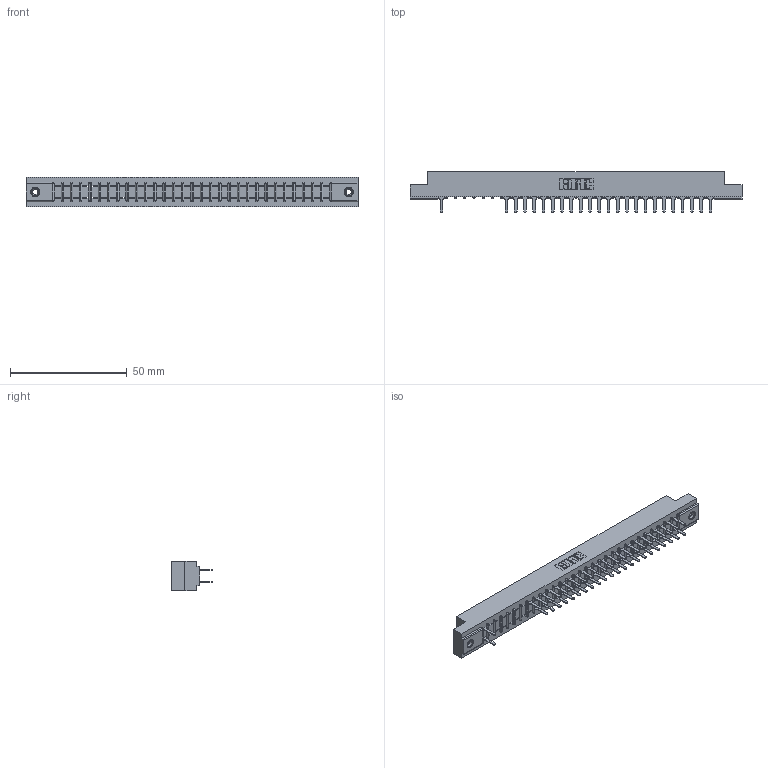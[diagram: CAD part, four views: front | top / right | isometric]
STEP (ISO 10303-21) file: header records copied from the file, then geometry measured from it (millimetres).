
FILE_DESCRIPTION (( 'STEP AP203' ), '1' );
FILE_NAME ('307-060-520-208.STEP', '2018-08-06T08:13:14', ( '' ), ( '' ), 'SwSTEP 2.0', 'SolidWorks 2016', '' );
FILE_SCHEMA (( 'CONFIG_CONTROL_DESIGN' ));
Length unit declared in the file: inch
Products named in the file (4): 307 Part_.156 Dia Mounting Holes; 307-290-001_520; 345-250-001_345-250-003-102; 307-060-520-208
Assembly tree (50 placements, depth 2):
  307-060-520-208
    307 Part_.156 Dia Mounting Holes
    307-290-001_520  x47
    345-250-001_345-250-003-102  x2
Bounding box: 141.88 x 17.42 x 12.7 mm (x, y, z)
Volume: 14862.3 mm3; surface area: 16933.5 mm2
Topology: 50 solids, 50 shells, 2501 faces, 6985 edges, 4502 vertices
Faces by surface type: plane 1637, cylinder 786, sphere 62, cone 12, torus 4
Entity records: 28895 total; most frequent: CARTESIAN_POINT 4768, ORIENTED_EDGE 4730, DIRECTION 4671, EDGE_CURVE 2365, LINE 1809, VECTOR 1809, VERTEX_POINT 1528, AXIS2_PLACEMENT_3D 1431
